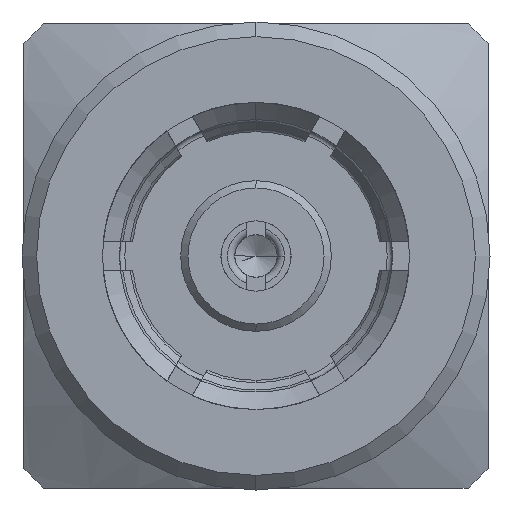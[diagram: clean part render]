
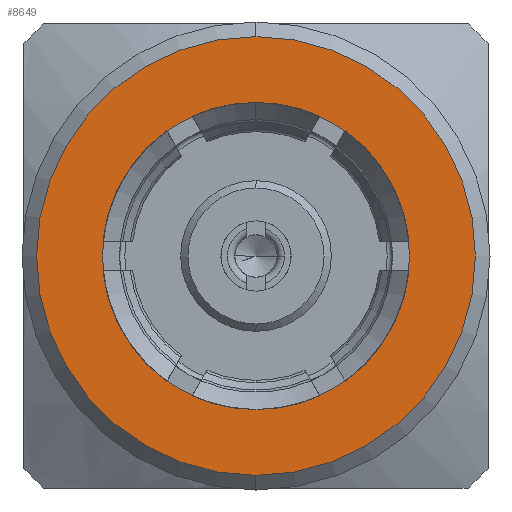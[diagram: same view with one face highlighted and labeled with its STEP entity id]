
A CAD part, left-side view. The second image highlights one B-rep face of the part: STEP entity #8649.
In plain terms, the highlighted planar face has unit normal (-1, 0, 0).
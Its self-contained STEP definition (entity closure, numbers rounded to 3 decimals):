
#86 = VERTEX_POINT ( 'NONE', #8270 ) ;
#305 = ORIENTED_EDGE ( 'NONE', *, *, #7455, .F. ) ;
#879 = DIRECTION ( 'NONE',  ( -1., 0., 0. ) ) ;
#975 = CIRCLE ( 'NONE', #2463, 3. ) ;
#1071 = CARTESIAN_POINT ( 'NONE',  ( -2.2, 0., 0. ) ) ;
#1247 = ORIENTED_EDGE ( 'NONE', *, *, #5573, .F. ) ;
#1735 = DIRECTION ( 'NONE',  ( 0., 0., -1. ) ) ;
#1930 = VERTEX_POINT ( 'NONE', #2119 ) ;
#2108 = CARTESIAN_POINT ( 'NONE',  ( -2.2, 0., 3. ) ) ;
#2119 = CARTESIAN_POINT ( 'NONE',  ( -2.2, 0., -3. ) ) ;
#2335 = CARTESIAN_POINT ( 'NONE',  ( -2.2, 2.65, 0. ) ) ;
#2463 = AXIS2_PLACEMENT_3D ( 'NONE', #1071, #5751, #1735 ) ;
#2949 = ORIENTED_EDGE ( 'NONE', *, *, #7069, .T. ) ;
#2987 = CIRCLE ( 'NONE', #4161, 2.1 ) ;
#2999 = PLANE ( 'NONE',  #7125 ) ;
#3035 = DIRECTION ( 'NONE',  ( 0., 0., -1. ) ) ;
#3104 = DIRECTION ( 'NONE',  ( -1., 0., 0. ) ) ;
#3536 = AXIS2_PLACEMENT_3D ( 'NONE', #4890, #879, #5568 ) ;
#3840 = FACE_OUTER_BOUND ( 'NONE', #5312, .T. ) ;
#3952 = CARTESIAN_POINT ( 'NONE',  ( -2.2, 0., 0. ) ) ;
#4161 = AXIS2_PLACEMENT_3D ( 'NONE', #3952, #8627, #4607 ) ;
#4607 = DIRECTION ( 'NONE',  ( 0., 0., 1. ) ) ;
#4752 = CARTESIAN_POINT ( 'NONE',  ( -2.2, 0., -2.1 ) ) ;
#4795 = ORIENTED_EDGE ( 'NONE', *, *, #7705, .T. ) ;
#4890 = CARTESIAN_POINT ( 'NONE',  ( -2.2, 0., 0. ) ) ;
#5187 = VERTEX_POINT ( 'NONE', #4752 ) ;
#5189 = VERTEX_POINT ( 'NONE', #2108 ) ;
#5312 = EDGE_LOOP ( 'NONE', ( #4795, #2949 ) ) ;
#5568 = DIRECTION ( 'NONE',  ( 0., 0., 1. ) ) ;
#5573 = EDGE_CURVE ( 'NONE', #86, #5187, #2987, .T. ) ;
#5751 = DIRECTION ( 'NONE',  ( -1., 0., 0. ) ) ;
#7027 = DIRECTION ( 'NONE',  ( 1., 0., 0. ) ) ;
#7069 = EDGE_CURVE ( 'NONE', #5189, #1930, #975, .T. ) ;
#7114 = CARTESIAN_POINT ( 'NONE',  ( -2.2, 0., 0. ) ) ;
#7125 = AXIS2_PLACEMENT_3D ( 'NONE', #2335, #7027, #3035 ) ;
#7389 = FACE_BOUND ( 'NONE', #8593, .T. ) ;
#7455 = EDGE_CURVE ( 'NONE', #5187, #86, #8291, .T. ) ;
#7705 = EDGE_CURVE ( 'NONE', #1930, #5189, #7877, .T. ) ;
#7782 = DIRECTION ( 'NONE',  ( 0., 0., -1. ) ) ;
#7840 = AXIS2_PLACEMENT_3D ( 'NONE', #7114, #3104, #7782 ) ;
#7877 = CIRCLE ( 'NONE', #7840, 3. ) ;
#8270 = CARTESIAN_POINT ( 'NONE',  ( -2.2, 0., 2.1 ) ) ;
#8291 = CIRCLE ( 'NONE', #3536, 2.1 ) ;
#8593 = EDGE_LOOP ( 'NONE', ( #1247, #305 ) ) ;
#8627 = DIRECTION ( 'NONE',  ( -1., 0., 0. ) ) ;
#8649 = ADVANCED_FACE ( 'NONE', ( #3840, #7389 ), #2999, .F. ) ;
